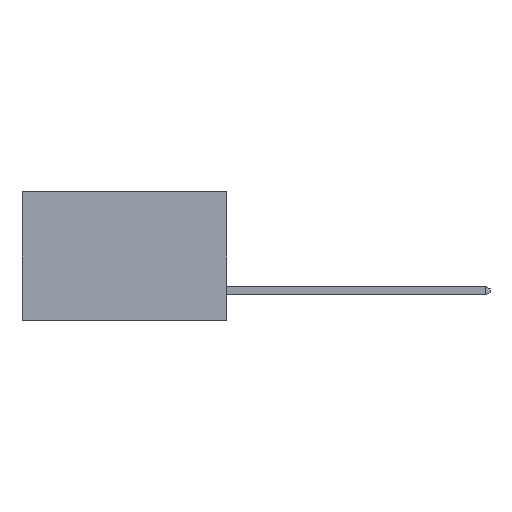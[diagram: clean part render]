
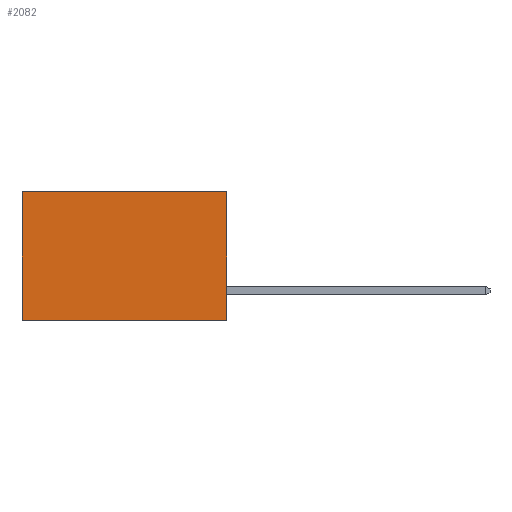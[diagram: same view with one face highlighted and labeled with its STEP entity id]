
A CAD part, left-side view. The second image highlights one B-rep face of the part: STEP entity #2082.
In plain terms, the highlighted planar face has unit normal (-1, 0, 0).
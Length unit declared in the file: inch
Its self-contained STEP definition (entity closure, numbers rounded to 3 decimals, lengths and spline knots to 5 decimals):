
#812 = VERTEX_POINT ( 'NONE', #10528 ) ;
#1102 = VECTOR ( 'NONE', #4388, 39.37008 ) ;
#1526 = CARTESIAN_POINT ( 'NONE',  ( 0.277, 0.59, -0.37 ) ) ;
#1568 = DIRECTION ( 'NONE',  ( 0., 0., -1. ) ) ;
#1596 = DIRECTION ( 'NONE',  ( 0., 1., 0. ) ) ;
#1808 = EDGE_CURVE ( 'NONE', #7800, #10701, #6640, .T. ) ;
#2070 = ORIENTED_EDGE ( 'NONE', *, *, #3888, .T. ) ;
#2082 = ADVANCED_FACE ( 'NONE', ( #3246 ), #12142, .F. ) ;
#2687 = VECTOR ( 'NONE', #1568, 39.37008 ) ;
#2761 = VERTEX_POINT ( 'NONE', #2931 ) ;
#2931 = CARTESIAN_POINT ( 'NONE',  ( 0.277, 0., 0. ) ) ;
#3246 = FACE_OUTER_BOUND ( 'NONE', #11568, .T. ) ;
#3829 = ORIENTED_EDGE ( 'NONE', *, *, #10982, .F. ) ;
#3888 = EDGE_CURVE ( 'NONE', #812, #10701, #10016, .T. ) ;
#4025 = VECTOR ( 'NONE', #1596, 39.37008 ) ;
#4388 = DIRECTION ( 'NONE',  ( 0., 0., -1. ) ) ;
#4485 = DIRECTION ( 'NONE',  ( 0., 1., 0. ) ) ;
#5120 = CARTESIAN_POINT ( 'NONE',  ( 0.277, 0., -0.37 ) ) ;
#6019 = LINE ( 'NONE', #5120, #1102 ) ;
#6519 = CARTESIAN_POINT ( 'NONE',  ( 0.277, 0., -0.37 ) ) ;
#6640 = LINE ( 'NONE', #8841, #4025 ) ;
#7357 = ORIENTED_EDGE ( 'NONE', *, *, #12174, .T. ) ;
#7800 = VERTEX_POINT ( 'NONE', #6519 ) ;
#8631 = AXIS2_PLACEMENT_3D ( 'NONE', #11038, #10549, #10442 ) ;
#8777 = LINE ( 'NONE', #10140, #11447 ) ;
#8841 = CARTESIAN_POINT ( 'NONE',  ( 0.277, 0., -0.37 ) ) ;
#10016 = LINE ( 'NONE', #1526, #2687 ) ;
#10140 = CARTESIAN_POINT ( 'NONE',  ( 0.277, 0., 0. ) ) ;
#10361 = CARTESIAN_POINT ( 'NONE',  ( 0.277, 0.59, -0.37 ) ) ;
#10442 = DIRECTION ( 'NONE',  ( 0., 0., -1. ) ) ;
#10528 = CARTESIAN_POINT ( 'NONE',  ( 0.277, 0.59, 0. ) ) ;
#10549 = DIRECTION ( 'NONE',  ( 1., 0., 0. ) ) ;
#10701 = VERTEX_POINT ( 'NONE', #10361 ) ;
#10982 = EDGE_CURVE ( 'NONE', #2761, #7800, #6019, .T. ) ;
#11038 = CARTESIAN_POINT ( 'NONE',  ( 0.277, 0., -0.37 ) ) ;
#11361 = ORIENTED_EDGE ( 'NONE', *, *, #1808, .F. ) ;
#11447 = VECTOR ( 'NONE', #4485, 39.37008 ) ;
#11568 = EDGE_LOOP ( 'NONE', ( #2070, #11361, #3829, #7357 ) ) ;
#12142 = PLANE ( 'NONE',  #8631 ) ;
#12174 = EDGE_CURVE ( 'NONE', #2761, #812, #8777, .T. ) ;
